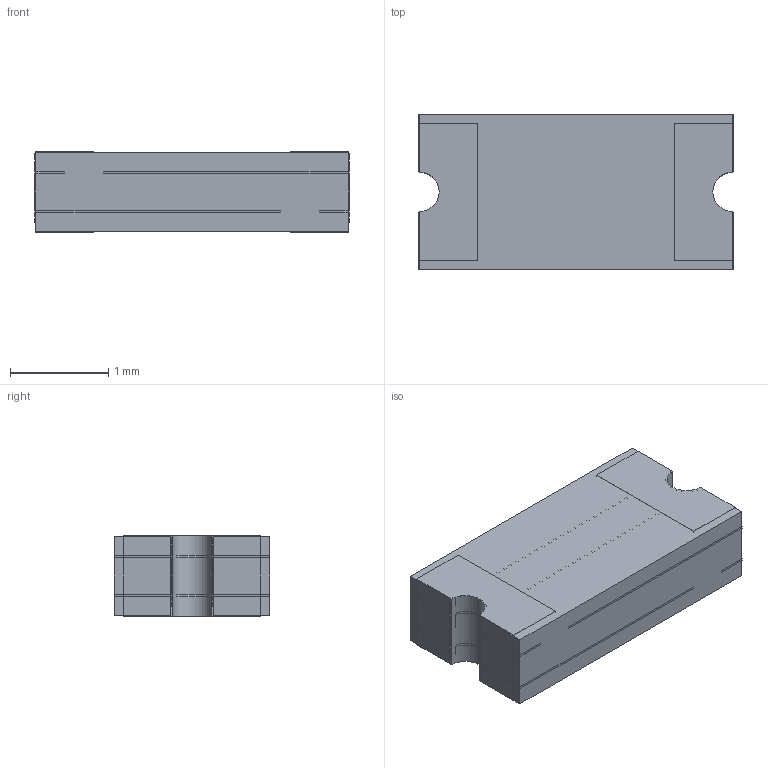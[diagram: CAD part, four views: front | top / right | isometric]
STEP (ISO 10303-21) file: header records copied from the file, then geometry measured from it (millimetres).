
FILE_DESCRIPTION(('FreeCAD Model'),'2;1');
FILE_NAME('556599.3.2.stp','2021-04-19T12:12:12',( 'Author'),(''),'Open CASCADE STEP processor 6.9','FreeCAD','Unknown' );
FILE_SCHEMA(('AUTOMOTIVE_DESIGN { 1 0 10303 214 1 1 1 1 }'));
Length unit declared in the file: millimetre
Products named in the file (4): ASSEMBLY; Body; Intersect; Terminal
Assembly tree (3 placements, depth 2):
  ASSEMBLY
    Body
    Intersect
    Terminal
Bounding box: 3.2 x 1.58 x 0.82 mm (x, y, z)
Surface area: 53.9 mm2
Topology: 4 solids, 4 shells, 108 faces, 280 edges, 176 vertices
Faces by surface type: plane 102, cylinder 6
Entity records: 6898 total; most frequent: CARTESIAN_POINT 1356, DIRECTION 950, LINE 672, VECTOR 672, ORIENTED_EDGE 560, PCURVE 560, DEFINITIONAL_REPRESENTATION 560, EDGE_CURVE 280
